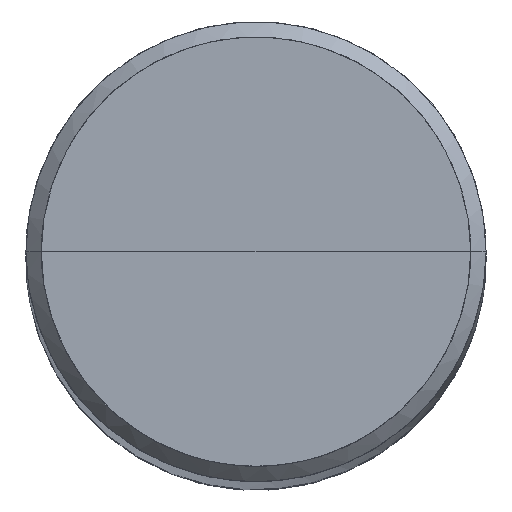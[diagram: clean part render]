
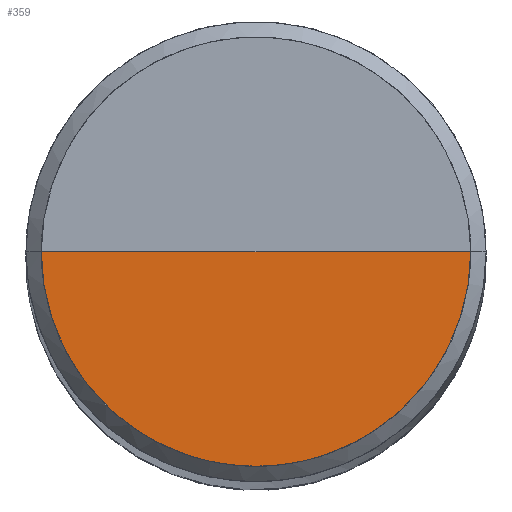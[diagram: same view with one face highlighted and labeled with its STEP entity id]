
A CAD part, top view. The second image highlights one B-rep face of the part: STEP entity #359.
In plain terms, the highlighted free-form (B-spline) face has degree [1, 2] with [2, 5] control points.
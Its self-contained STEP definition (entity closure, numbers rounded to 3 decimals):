
#105=CARTESIAN_POINT('',(-2.8,0.,56.));
#106=CARTESIAN_POINT('',(-2.8,-2.8,56.));
#107=CARTESIAN_POINT('',(0.,-2.8,56.));
#108=CARTESIAN_POINT('',(2.8,-2.8,56.));
#109=CARTESIAN_POINT('',(2.8,0.,56.));
#110=CARTESIAN_POINT('',(0.,0.,56.));
#344=(
BOUNDED_SURFACE()
B_SPLINE_SURFACE(1,2,(
(#105,#106,#107,#108,#109),
(#110,#110,#110,#110,#110)
), .UNSPECIFIED.,.F.,.F.,.F.)
B_SPLINE_SURFACE_WITH_KNOTS((2,2),(3,2,3),(
0.,1.),(
0.,0.5,1.), .UNSPECIFIED.)
GEOMETRIC_REPRESENTATION_ITEM()
RATIONAL_B_SPLINE_SURFACE(((1.,0.707,1.,0.707,1.),
(1.,0.707,1.,0.707,1.)
))
REPRESENTATION_ITEM('')
SURFACE()
);
#345=(
BOUNDED_CURVE()
B_SPLINE_CURVE(2,(#109,#108,#107,#106,#105),.UNSPECIFIED.,.F.,.F.)
B_SPLINE_CURVE_WITH_KNOTS((3,2,3),
(0.,0.5,1.),.UNSPECIFIED.)
CURVE()
GEOMETRIC_REPRESENTATION_ITEM()
RATIONAL_B_SPLINE_CURVE((1.,0.707,1.,0.707,1.))
REPRESENTATION_ITEM('')
);
#346=(
BOUNDED_CURVE()
B_SPLINE_CURVE(1,(#105,#110),.UNSPECIFIED.,.F.,.F.)
B_SPLINE_CURVE_WITH_KNOTS((2,2),
(0.,1.),.UNSPECIFIED.)
CURVE()
GEOMETRIC_REPRESENTATION_ITEM()
RATIONAL_B_SPLINE_CURVE((1.,1.))
REPRESENTATION_ITEM('')
);
#347=(
BOUNDED_CURVE()
B_SPLINE_CURVE(1,(#110,#109),.UNSPECIFIED.,.F.,.F.)
B_SPLINE_CURVE_WITH_KNOTS((2,2),
(0.,1.),.UNSPECIFIED.)
CURVE()
GEOMETRIC_REPRESENTATION_ITEM()
RATIONAL_B_SPLINE_CURVE((1.,1.))
REPRESENTATION_ITEM('')
);
#348=VERTEX_POINT('',#105);
#349=VERTEX_POINT('',#109);
#350=VERTEX_POINT('',#110);
#351=EDGE_CURVE('',#349,#348,#345,.T.);
#352=EDGE_CURVE('',#348,#350,#346,.T.);
#353=EDGE_CURVE('',#350,#349,#347,.T.);
#354=ORIENTED_EDGE('',*,*,#351,.T.);
#355=ORIENTED_EDGE('',*,*,#352,.T.);
#356=ORIENTED_EDGE('',*,*,#353,.T.);
#357=EDGE_LOOP('',(#354,#355,#356));
#358=FACE_OUTER_BOUND('',#357,.T.);
#359=ADVANCED_FACE('',(#358),#344,.T.);
